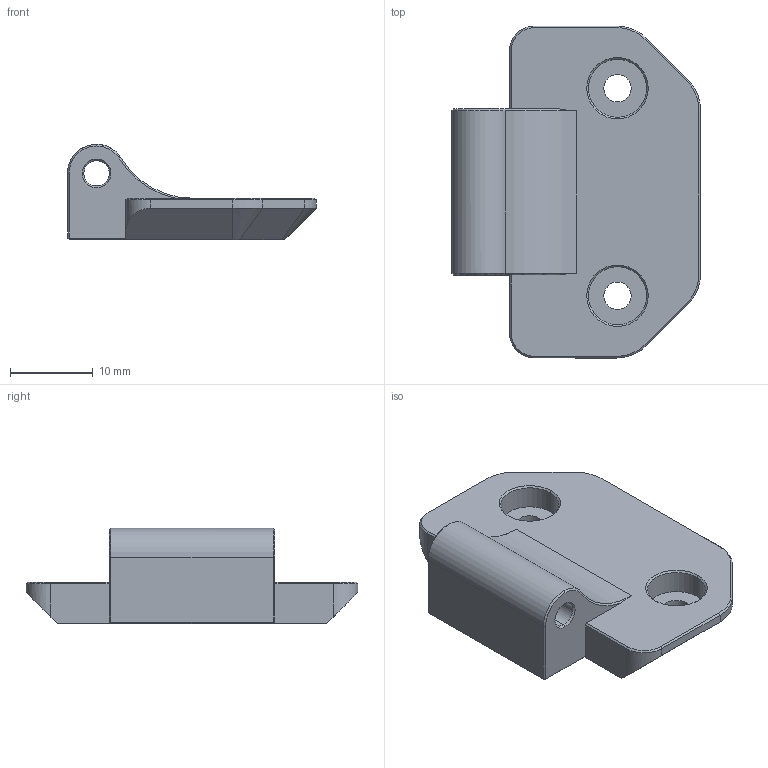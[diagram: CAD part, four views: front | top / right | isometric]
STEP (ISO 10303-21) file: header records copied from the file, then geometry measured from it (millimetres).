
FILE_DESCRIPTION (( 'STEP AP203' ), '1' );
FILE_NAME ('藷遺磁珜_4璃.STEP', '2024-01-18T11:36:57', ( 'Leo' ), ( '' ), 'SwSTEP 2.0', 'SolidWorks 2022', '' );
FILE_SCHEMA (( 'CONFIG_CONTROL_DESIGN' ));
Length unit declared in the file: millimetre
Products named in the file (1): 门框合页_4件
Bounding box: 30 x 40 x 11.5 mm (x, y, z)
Volume: 5030.6 mm3; surface area: 2967.2 mm2
Topology: 1 solids, 1 shells, 74 faces, 172 edges, 102 vertices
Faces by surface type: plane 33, cone 23, cylinder 18
Entity records: 2161 total; most frequent: DIRECTION 376, CARTESIAN_POINT 361, ORIENTED_EDGE 344, EDGE_CURVE 172, AXIS2_PLACEMENT_3D 133, LINE 110, VECTOR 110, VERTEX_POINT 102
